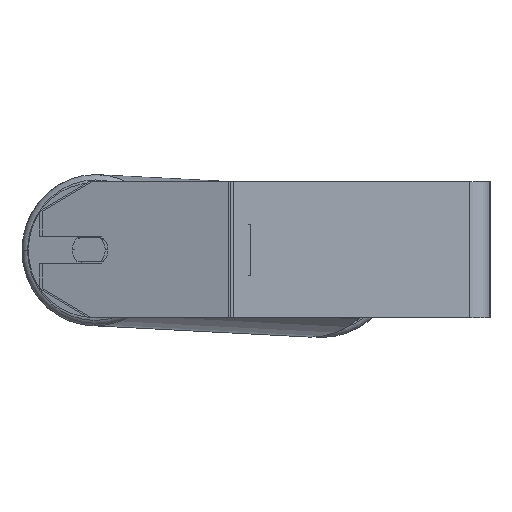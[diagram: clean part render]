
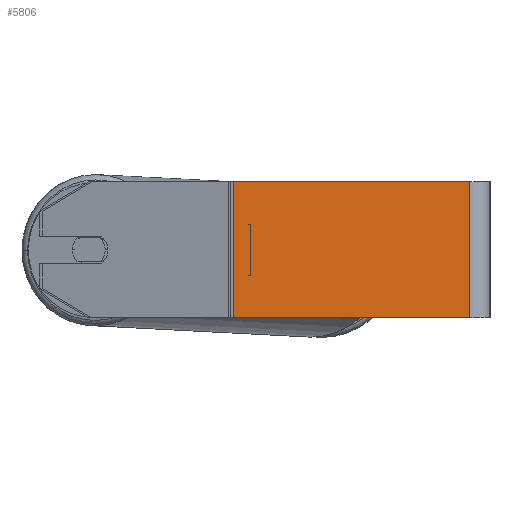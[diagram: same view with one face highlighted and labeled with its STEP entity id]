
A CAD part, left-side view. The second image highlights one B-rep face of the part: STEP entity #5806.
In plain terms, the highlighted planar face has unit normal (-1, 0, 0).
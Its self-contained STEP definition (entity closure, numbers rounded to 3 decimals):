
#144 = VERTEX_POINT ( 'NONE', #4790 ) ;
#492 = EDGE_CURVE ( 'NONE', #8734, #144, #1780, .T. ) ;
#1236 = ORIENTED_EDGE ( 'NONE', *, *, #492, .F. ) ;
#1238 = CARTESIAN_POINT ( 'NONE',  ( -800., 12., -40. ) ) ;
#1486 = EDGE_CURVE ( 'NONE', #4505, #5530, #2888, .T. ) ;
#1650 = CARTESIAN_POINT ( 'NONE',  ( -800., 152.393, -40. ) ) ;
#1687 = EDGE_CURVE ( 'NONE', #144, #5530, #5989, .T. ) ;
#1780 = LINE ( 'NONE', #7879, #1870 ) ;
#1821 = DIRECTION ( 'NONE',  ( 0., -1., 0. ) ) ;
#1870 = VECTOR ( 'NONE', #1821, 1000. ) ;
#2008 = CARTESIAN_POINT ( 'NONE',  ( -800., 150.813, -40. ) ) ;
#2240 = DIRECTION ( 'NONE',  ( 1., 0., 0. ) ) ;
#2397 = DIRECTION ( 'NONE',  ( 0., -1., 0. ) ) ;
#2437 = AXIS2_PLACEMENT_3D ( 'NONE', #8264, #2240, #3644 ) ;
#2723 = VECTOR ( 'NONE', #6267, 1000. ) ;
#2888 = LINE ( 'NONE', #1650, #4943 ) ;
#3563 = CARTESIAN_POINT ( 'NONE',  ( -800., 150.813, 40. ) ) ;
#3644 = DIRECTION ( 'NONE',  ( 0., 0., -1. ) ) ;
#3983 = ORIENTED_EDGE ( 'NONE', *, *, #1687, .F. ) ;
#4505 = VERTEX_POINT ( 'NONE', #2008 ) ;
#4585 = CARTESIAN_POINT ( 'NONE',  ( -800., 150.813, 40. ) ) ;
#4790 = CARTESIAN_POINT ( 'NONE',  ( -800., 12., 40. ) ) ;
#4831 = DIRECTION ( 'NONE',  ( 0., 0., -1. ) ) ;
#4943 = VECTOR ( 'NONE', #2397, 1000. ) ;
#5372 = VECTOR ( 'NONE', #4831, 1000. ) ;
#5530 = VERTEX_POINT ( 'NONE', #1238 ) ;
#5616 = PLANE ( 'NONE',  #2437 ) ;
#5806 = ADVANCED_FACE ( 'NONE', ( #7011 ), #5616, .F. ) ;
#5893 = EDGE_CURVE ( 'NONE', #8734, #4505, #6346, .T. ) ;
#5989 = LINE ( 'NONE', #8686, #5372 ) ;
#6077 = ORIENTED_EDGE ( 'NONE', *, *, #1486, .T. ) ;
#6267 = DIRECTION ( 'NONE',  ( 0., 0., -1. ) ) ;
#6333 = EDGE_LOOP ( 'NONE', ( #6077, #3983, #1236, #7415 ) ) ;
#6346 = LINE ( 'NONE', #3563, #2723 ) ;
#7011 = FACE_OUTER_BOUND ( 'NONE', #6333, .T. ) ;
#7415 = ORIENTED_EDGE ( 'NONE', *, *, #5893, .T. ) ;
#7879 = CARTESIAN_POINT ( 'NONE',  ( -800., 152.393, 40. ) ) ;
#8264 = CARTESIAN_POINT ( 'NONE',  ( -800., 152.393, 40. ) ) ;
#8686 = CARTESIAN_POINT ( 'NONE',  ( -800., 12., 40. ) ) ;
#8734 = VERTEX_POINT ( 'NONE', #4585 ) ;
